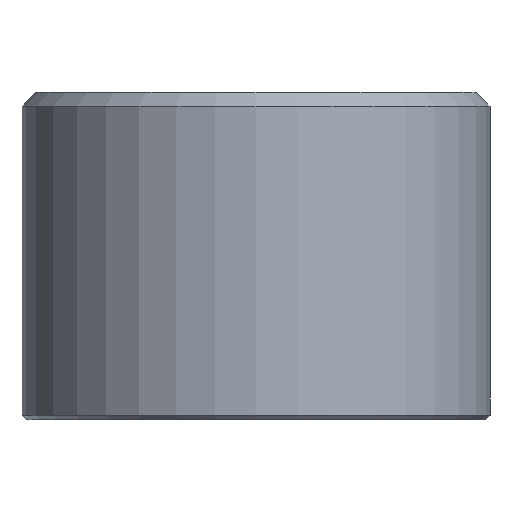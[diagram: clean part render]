
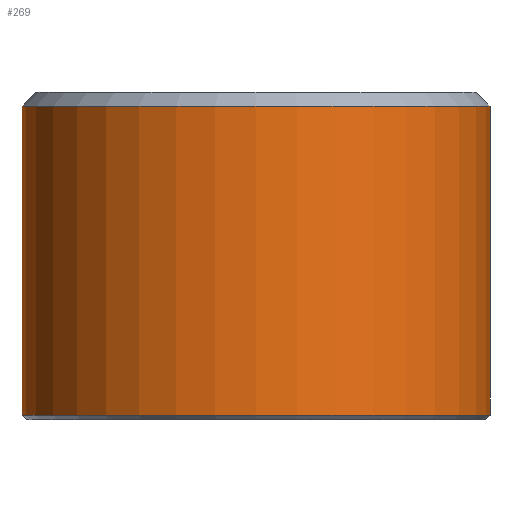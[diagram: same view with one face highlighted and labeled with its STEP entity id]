
A CAD part, front view. The second image highlights one B-rep face of the part: STEP entity #269.
In plain terms, the highlighted cylindrical face has radius 102.25 mm (diameter 204.5 mm), a full revolution.
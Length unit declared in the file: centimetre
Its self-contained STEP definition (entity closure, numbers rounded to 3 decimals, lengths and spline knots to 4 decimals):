
#111=CYLINDRICAL_SURFACE('',#299,10.225);
#125=VERTEX_POINT('',#344);
#126=VERTEX_POINT('',#347);
#141=CIRCLE('',#298,10.225);
#142=CIRCLE('',#300,10.225);
#157=EDGE_CURVE('',#125,#125,#141,.T.);
#158=EDGE_CURVE('',#126,#126,#142,.T.);
#186=ORIENTED_EDGE('',*,*,#158,.F.);
#187=ORIENTED_EDGE('',*,*,#157,.T.);
#218=EDGE_LOOP('',(#186));
#219=EDGE_LOOP('',(#187));
#250=FACE_BOUND('',#218,.T.);
#251=FACE_BOUND('',#219,.T.);
#269=ADVANCED_FACE('',(#250,#251),#111,.T.);
#298=AXIS2_PLACEMENT_3D('',#343,#402,#403);
#299=AXIS2_PLACEMENT_3D('',#345,#404,#405);
#300=AXIS2_PLACEMENT_3D('',#346,#406,#407);
#343=CARTESIAN_POINT('',(0.,0.,-13.8));
#344=CARTESIAN_POINT('',(0.,-10.225,-13.8));
#345=CARTESIAN_POINT('',(0.,0.,-7.05));
#346=CARTESIAN_POINT('',(0.,0.,-0.3));
#347=CARTESIAN_POINT('',(0.,-10.225,-0.3));
#402=DIRECTION('',(0.,0.,1.));
#403=DIRECTION('',(0.,-10.225,0.));
#404=DIRECTION('',(0.,0.,1.));
#405=DIRECTION('',(0.,-10.225,0.));
#406=DIRECTION('',(0.,0.,1.));
#407=DIRECTION('',(0.,-10.225,0.));
